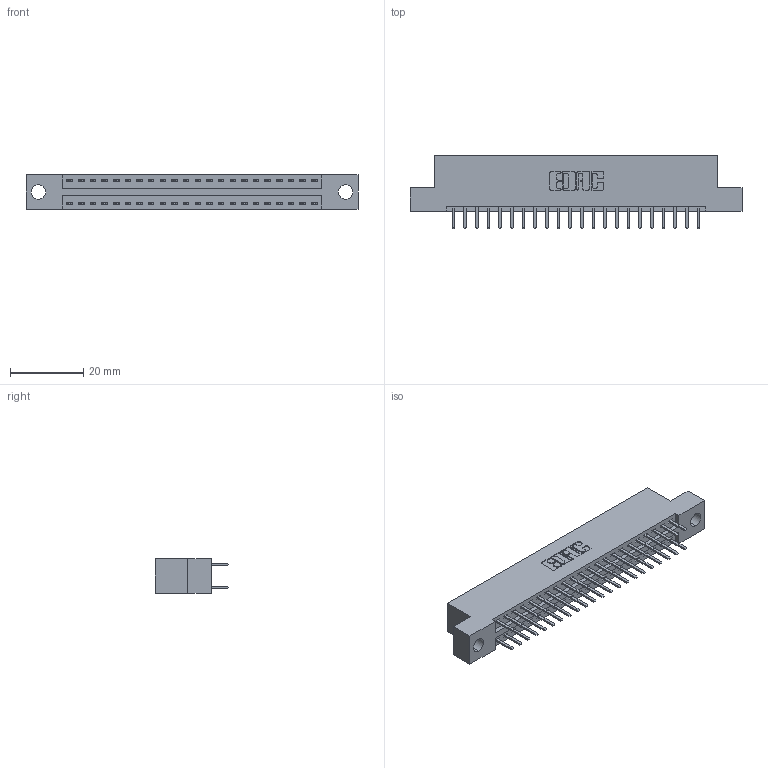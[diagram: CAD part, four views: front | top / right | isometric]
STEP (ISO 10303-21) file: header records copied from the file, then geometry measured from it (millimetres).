
FILE_DESCRIPTION (( 'STEP AP203' ), '1' );
FILE_NAME ('346-044-520-204.STEP', '2018-08-25T01:00:18', ( '' ), ( '' ), 'SwSTEP 2.0', 'SolidWorks 2016', '' );
FILE_SCHEMA (( 'CONFIG_CONTROL_DESIGN' ));
Length unit declared in the file: inch
Products named in the file (3): 346 Part_Flush Mounting Lugs - 0.156 Dia-TH; 345-292-001_345-293-120; 346-044-520-204
Assembly tree (45 placements, depth 2):
  346-044-520-204
    346 Part_Flush Mounting Lugs - 0.156 Dia-TH
    345-292-001_345-293-120  x44
Bounding box: 90.42 x 20.02 x 9.4 mm (x, y, z)
Volume: 8554.9 mm3; surface area: 11213 mm2
Topology: 45 solids, 45 shells, 2586 faces, 7501 edges, 4882 vertices
Faces by surface type: plane 1704, cylinder 882
Entity records: 17167 total; most frequent: CARTESIAN_POINT 2868, ORIENTED_EDGE 2790, DIRECTION 2567, EDGE_CURVE 1395, VECTOR 1171, LINE 1171, VERTEX_POINT 926, AXIS2_PLACEMENT_3D 698
